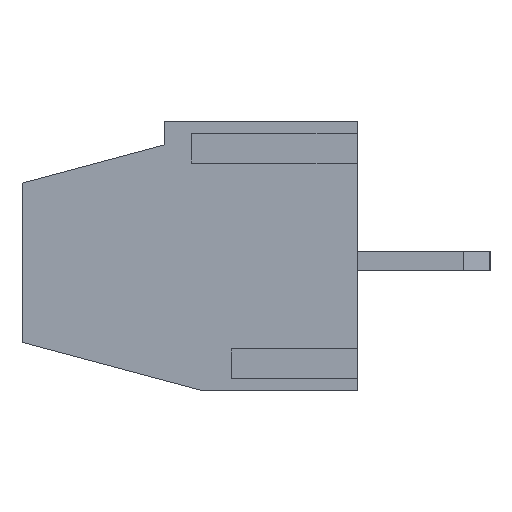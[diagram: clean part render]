
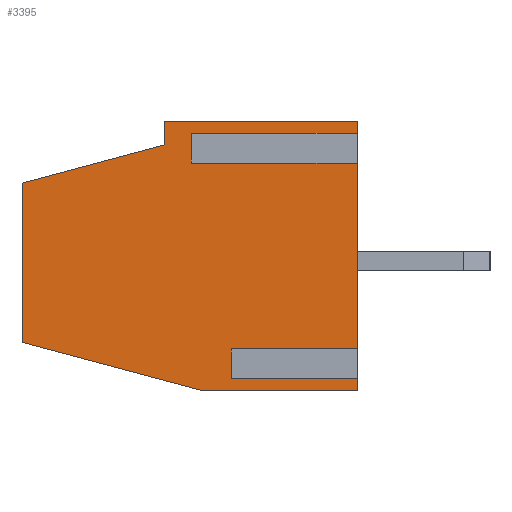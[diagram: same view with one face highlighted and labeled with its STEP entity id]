
A CAD part, left-side view. The second image highlights one B-rep face of the part: STEP entity #3395.
In plain terms, the highlighted planar face has unit normal (-1, 0, 0).
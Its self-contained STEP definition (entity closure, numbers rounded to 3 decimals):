
#110 = VECTOR ( 'NONE', #2845, 1000. ) ;
#178 = EDGE_CURVE ( 'NONE', #33563, #31745, #7580, .T. ) ;
#664 = CARTESIAN_POINT ( 'NONE',  ( -2.5, 0., 3.132 ) ) ;
#1168 = LINE ( 'NONE', #17133, #4355 ) ;
#1247 = VERTEX_POINT ( 'NONE', #8464 ) ;
#2161 = CARTESIAN_POINT ( 'NONE',  ( -2.5, 10.1, 4.2 ) ) ;
#2257 = DIRECTION ( 'NONE',  ( 0., -1., 0. ) ) ;
#2333 = DIRECTION ( 'NONE',  ( 0., 0., 1. ) ) ;
#2357 = EDGE_CURVE ( 'NONE', #4275, #25404, #18618, .T. ) ;
#2455 = LINE ( 'NONE', #8047, #12903 ) ;
#2613 = DIRECTION ( 'NONE',  ( 0., 0., 1. ) ) ;
#2845 = DIRECTION ( 'NONE',  ( 0., 0., 1. ) ) ;
#3306 = LINE ( 'NONE', #24864, #33475 ) ;
#3395 = ADVANCED_FACE ( 'NONE', ( #18926 ), #31298, .F. ) ;
#4099 = EDGE_CURVE ( 'NONE', #30118, #33563, #34635, .T. ) ;
#4275 = VERTEX_POINT ( 'NONE', #8683 ) ;
#4355 = VECTOR ( 'NONE', #27322, 1000. ) ;
#4619 = VERTEX_POINT ( 'NONE', #8993 ) ;
#5235 = DIRECTION ( 'NONE',  ( 0., 0., 1. ) ) ;
#5480 = VECTOR ( 'NONE', #2613, 1000. ) ;
#5830 = DIRECTION ( 'NONE',  ( 0., -1., 0. ) ) ;
#6342 = VERTEX_POINT ( 'NONE', #15255 ) ;
#6352 = EDGE_CURVE ( 'NONE', #4275, #6342, #21193, .T. ) ;
#6660 = CARTESIAN_POINT ( 'NONE',  ( -2.5, 3.8, -3.368 ) ) ;
#6699 = VECTOR ( 'NONE', #2257, 1000. ) ;
#7580 = LINE ( 'NONE', #29497, #110 ) ;
#8017 = CARTESIAN_POINT ( 'NONE',  ( -2.5, 0., 4.2 ) ) ;
#8047 = CARTESIAN_POINT ( 'NONE',  ( -2.5, 0., 4.2 ) ) ;
#8464 = CARTESIAN_POINT ( 'NONE',  ( -2.5, 0., -2.832 ) ) ;
#8683 = CARTESIAN_POINT ( 'NONE',  ( -2.5, 5., 3.668 ) ) ;
#8756 = DIRECTION ( 'NONE',  ( 0., -1., 0. ) ) ;
#8975 = LINE ( 'NONE', #25424, #17341 ) ;
#8993 = CARTESIAN_POINT ( 'NONE',  ( -2.5, 3.8, -2.832 ) ) ;
#9130 = VERTEX_POINT ( 'NONE', #664 ) ;
#9171 = CARTESIAN_POINT ( 'NONE',  ( -2.5, 10.1, 2.348 ) ) ;
#9321 = LINE ( 'NONE', #6660, #22295 ) ;
#9593 = CARTESIAN_POINT ( 'NONE',  ( -2.5, 0., -3.368 ) ) ;
#10157 = EDGE_CURVE ( 'NONE', #4619, #1247, #3306, .T. ) ;
#10191 = EDGE_CURVE ( 'NONE', #22807, #34083, #1168, .T. ) ;
#10459 = CARTESIAN_POINT ( 'NONE',  ( -2.5, 0., 4.2 ) ) ;
#10668 = DIRECTION ( 'NONE',  ( 0., 0., 1. ) ) ;
#10837 = EDGE_CURVE ( 'NONE', #22807, #29501, #27145, .T. ) ;
#10900 = EDGE_CURVE ( 'NONE', #29501, #30118, #18735, .T. ) ;
#11174 = ORIENTED_EDGE ( 'NONE', *, *, #6352, .T. ) ;
#11707 = CARTESIAN_POINT ( 'NONE',  ( -2.5, 5., 3.132 ) ) ;
#11990 = EDGE_CURVE ( 'NONE', #6342, #18852, #2455, .T. ) ;
#12042 = DIRECTION ( 'NONE',  ( 0., -1., 0. ) ) ;
#12405 = ORIENTED_EDGE ( 'NONE', *, *, #23874, .F. ) ;
#12602 = CARTESIAN_POINT ( 'NONE',  ( -2.5, 5.8, 4.2 ) ) ;
#12716 = VECTOR ( 'NONE', #12042, 1000. ) ;
#12903 = VECTOR ( 'NONE', #5235, 1000. ) ;
#13319 = EDGE_CURVE ( 'NONE', #31745, #18852, #8975, .T. ) ;
#13529 = CARTESIAN_POINT ( 'NONE',  ( -2.5, 5.8, 3.5 ) ) ;
#13689 = DIRECTION ( 'NONE',  ( 0., 0.966, 0.259 ) ) ;
#14253 = DIRECTION ( 'NONE',  ( 0., -1., 0. ) ) ;
#15169 = DIRECTION ( 'NONE',  ( 0., 0., -1. ) ) ;
#15255 = CARTESIAN_POINT ( 'NONE',  ( -2.5, 0., 3.668 ) ) ;
#15322 = ORIENTED_EDGE ( 'NONE', *, *, #10157, .T. ) ;
#15797 = ORIENTED_EDGE ( 'NONE', *, *, #22640, .F. ) ;
#15870 = VECTOR ( 'NONE', #29621, 1000. ) ;
#16298 = CARTESIAN_POINT ( 'NONE',  ( -2.5, 10.1, -2.452 ) ) ;
#16536 = CARTESIAN_POINT ( 'NONE',  ( -2.5, 4.697, -3.9 ) ) ;
#17133 = CARTESIAN_POINT ( 'NONE',  ( -2.5, 10.1, -3.9 ) ) ;
#17263 = VECTOR ( 'NONE', #13689, 1000. ) ;
#17288 = LINE ( 'NONE', #11707, #12716 ) ;
#17290 = VERTEX_POINT ( 'NONE', #9593 ) ;
#17341 = VECTOR ( 'NONE', #14253, 1000. ) ;
#18288 = DIRECTION ( 'NONE',  ( 1., 0., 0. ) ) ;
#18337 = CARTESIAN_POINT ( 'NONE',  ( -2.5, 0., -3.9 ) ) ;
#18378 = ORIENTED_EDGE ( 'NONE', *, *, #10191, .T. ) ;
#18524 = CARTESIAN_POINT ( 'NONE',  ( -2.5, 10.1, -2.452 ) ) ;
#18618 = LINE ( 'NONE', #32282, #34410 ) ;
#18735 = LINE ( 'NONE', #26649, #5480 ) ;
#18852 = VERTEX_POINT ( 'NONE', #10459 ) ;
#18905 = CARTESIAN_POINT ( 'NONE',  ( -2.5, 5., 3.132 ) ) ;
#18926 = FACE_OUTER_BOUND ( 'NONE', #33056, .T. ) ;
#19061 = EDGE_CURVE ( 'NONE', #34083, #17290, #32255, .T. ) ;
#19894 = ORIENTED_EDGE ( 'NONE', *, *, #178, .F. ) ;
#19918 = AXIS2_PLACEMENT_3D ( 'NONE', #2161, #18288, #15169 ) ;
#20675 = EDGE_CURVE ( 'NONE', #1247, #9130, #26454, .T. ) ;
#20761 = ORIENTED_EDGE ( 'NONE', *, *, #10837, .F. ) ;
#20900 = ORIENTED_EDGE ( 'NONE', *, *, #19061, .T. ) ;
#21193 = LINE ( 'NONE', #26113, #6699 ) ;
#21487 = ORIENTED_EDGE ( 'NONE', *, *, #11990, .T. ) ;
#21567 = CARTESIAN_POINT ( 'NONE',  ( -2.5, 0., 4.2 ) ) ;
#22295 = VECTOR ( 'NONE', #5830, 1000. ) ;
#22423 = ORIENTED_EDGE ( 'NONE', *, *, #20675, .T. ) ;
#22640 = EDGE_CURVE ( 'NONE', #25404, #9130, #17288, .T. ) ;
#22807 = VERTEX_POINT ( 'NONE', #16536 ) ;
#22897 = ORIENTED_EDGE ( 'NONE', *, *, #4099, .F. ) ;
#23161 = VECTOR ( 'NONE', #2333, 1000. ) ;
#23228 = ORIENTED_EDGE ( 'NONE', *, *, #13319, .F. ) ;
#23548 = ORIENTED_EDGE ( 'NONE', *, *, #30471, .T. ) ;
#23610 = CARTESIAN_POINT ( 'NONE',  ( -2.5, 10.1, 2.348 ) ) ;
#23874 = EDGE_CURVE ( 'NONE', #32537, #17290, #9321, .T. ) ;
#24864 = CARTESIAN_POINT ( 'NONE',  ( -2.5, 3.8, -2.832 ) ) ;
#25404 = VERTEX_POINT ( 'NONE', #18905 ) ;
#25424 = CARTESIAN_POINT ( 'NONE',  ( -2.5, 10.1, 4.2 ) ) ;
#25663 = CARTESIAN_POINT ( 'NONE',  ( -2.5, 3.8, -3.368 ) ) ;
#26113 = CARTESIAN_POINT ( 'NONE',  ( -2.5, 5., 3.668 ) ) ;
#26375 = CARTESIAN_POINT ( 'NONE',  ( -2.5, 3.8, -3.368 ) ) ;
#26454 = LINE ( 'NONE', #8017, #30553 ) ;
#26649 = CARTESIAN_POINT ( 'NONE',  ( -2.5, 10.1, 4.2 ) ) ;
#27145 = LINE ( 'NONE', #16298, #17263 ) ;
#27322 = DIRECTION ( 'NONE',  ( 0., -1., 0. ) ) ;
#28387 = VECTOR ( 'NONE', #33982, 1000. ) ;
#29497 = CARTESIAN_POINT ( 'NONE',  ( -2.5, 5.8, 3.5 ) ) ;
#29501 = VERTEX_POINT ( 'NONE', #18524 ) ;
#29621 = DIRECTION ( 'NONE',  ( 0., 0., 1. ) ) ;
#30118 = VERTEX_POINT ( 'NONE', #9171 ) ;
#30471 = EDGE_CURVE ( 'NONE', #32537, #4619, #34432, .T. ) ;
#30553 = VECTOR ( 'NONE', #10668, 1000. ) ;
#31298 = PLANE ( 'NONE',  #19918 ) ;
#31745 = VERTEX_POINT ( 'NONE', #12602 ) ;
#31797 = DIRECTION ( 'NONE',  ( 0., 0., -1. ) ) ;
#32255 = LINE ( 'NONE', #21567, #15870 ) ;
#32282 = CARTESIAN_POINT ( 'NONE',  ( -2.5, 5., 3.668 ) ) ;
#32537 = VERTEX_POINT ( 'NONE', #25663 ) ;
#33056 = EDGE_LOOP ( 'NONE', ( #12405, #23548, #15322, #22423, #15797, #33113, #11174, #21487, #23228, #19894, #22897, #33867, #20761, #18378, #20900 ) ) ;
#33113 = ORIENTED_EDGE ( 'NONE', *, *, #2357, .F. ) ;
#33475 = VECTOR ( 'NONE', #8756, 1000. ) ;
#33563 = VERTEX_POINT ( 'NONE', #13529 ) ;
#33867 = ORIENTED_EDGE ( 'NONE', *, *, #10900, .F. ) ;
#33982 = DIRECTION ( 'NONE',  ( 0., -0.966, 0.259 ) ) ;
#34083 = VERTEX_POINT ( 'NONE', #18337 ) ;
#34410 = VECTOR ( 'NONE', #31797, 1000. ) ;
#34432 = LINE ( 'NONE', #26375, #23161 ) ;
#34635 = LINE ( 'NONE', #23610, #28387 ) ;
